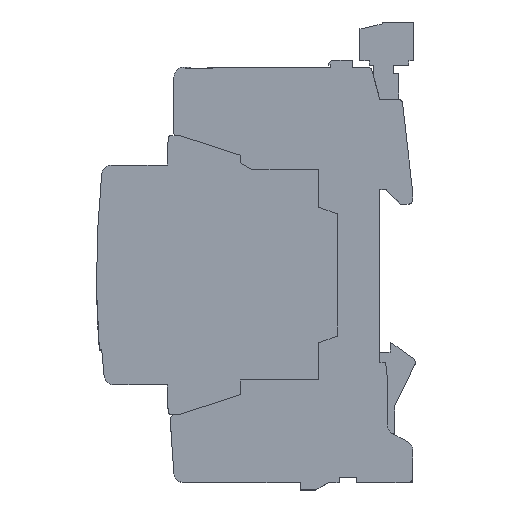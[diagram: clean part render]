
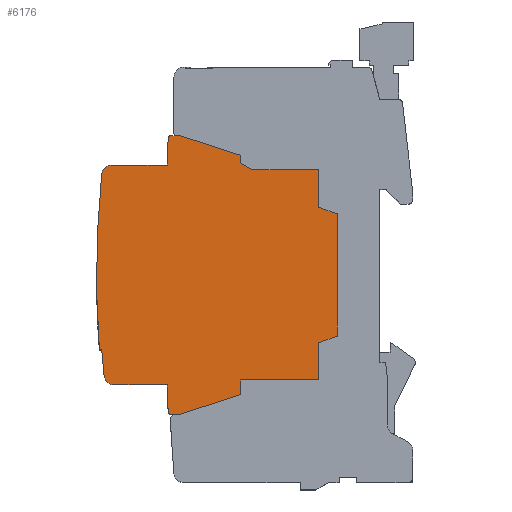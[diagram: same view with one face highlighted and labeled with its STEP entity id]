
A CAD part, top view. The second image highlights one B-rep face of the part: STEP entity #6176.
In plain terms, the highlighted planar face has unit normal (0, 0, 1).
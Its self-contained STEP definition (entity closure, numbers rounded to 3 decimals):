
#1012=DIRECTION('',(1.,0.,0.));
#1013=VECTOR('',#1012,0.839);
#1014=CARTESIAN_POINT('',(-41.65,28.5,8.8));
#1015=LINE('',#1014,#1013);
#1082=DIRECTION('',(1.,0.,0.));
#1083=VECTOR('',#1082,1.15);
#1084=CARTESIAN_POINT('',(-42.8,-28.5,8.8));
#1085=LINE('',#1084,#1083);
#1086=CARTESIAN_POINT('',(-42.8,-28.,8.8));
#1087=DIRECTION('',(0.,0.,1.));
#1088=DIRECTION('',(-0.998,-0.07,0.));
#1089=AXIS2_PLACEMENT_3D('',#1086,#1087,#1088);
#1091=DIRECTION('',(0.07,-0.998,0.));
#1092=VECTOR('',#1091,2.889);
#1093=CARTESIAN_POINT('',(-43.5,-25.153,8.8));
#1094=LINE('',#1093,#1092);
#1095=DIRECTION('',(0.,-1.,0.));
#1096=VECTOR('',#1095,2.653);
#1097=CARTESIAN_POINT('',(-43.5,-22.5,8.8));
#1098=LINE('',#1097,#1096);
#1099=CARTESIAN_POINT('',(-54.435,-20.5,8.8));
#1100=DIRECTION('',(0.,0.,1.));
#1101=DIRECTION('',(-0.995,-0.104,0.));
#1102=AXIS2_PLACEMENT_3D('',#1099,#1100,#1101);
#1104=CARTESIAN_POINT('',(142.,0.,8.8));
#1105=DIRECTION('',(0.,0.,1.));
#1106=DIRECTION('',(-0.997,-0.077,0.));
#1107=AXIS2_PLACEMENT_3D('',#1104,#1105,#1106);
#1109=DIRECTION('',(1.,0.,0.));
#1110=VECTOR('',#1109,0.5);
#1111=CARTESIAN_POINT('',(-57.41,-15.348,8.8));
#1112=LINE('',#1111,#1110);
#1113=CARTESIAN_POINT('',(142.,0.,8.8));
#1114=DIRECTION('',(0.,0.,1.));
#1115=DIRECTION('',(-0.995,0.104,0.));
#1116=AXIS2_PLACEMENT_3D('',#1113,#1114,#1115);
#1118=CARTESIAN_POINT('',(-54.936,20.5,8.8));
#1119=DIRECTION('',(0.,0.,1.));
#1120=DIRECTION('',(0.,1.,0.));
#1121=AXIS2_PLACEMENT_3D('',#1118,#1119,#1120);
#1123=DIRECTION('',(0.,-1.,0.));
#1124=VECTOR('',#1123,2.653);
#1125=CARTESIAN_POINT('',(-43.5,25.153,8.8));
#1126=LINE('',#1125,#1124);
#1127=DIRECTION('',(-0.07,-0.998,0.));
#1128=VECTOR('',#1127,2.889);
#1129=CARTESIAN_POINT('',(-43.298,28.035,8.8));
#1130=LINE('',#1129,#1128);
#1131=CARTESIAN_POINT('',(-42.8,28.,8.8));
#1132=DIRECTION('',(0.,0.,1.));
#1133=DIRECTION('',(0.,1.,0.));
#1134=AXIS2_PLACEMENT_3D('',#1131,#1132,#1133);
#1136=DIRECTION('',(-1.,0.,0.));
#1137=VECTOR('',#1136,1.15);
#1138=CARTESIAN_POINT('',(-41.65,28.5,8.8));
#1139=LINE('',#1138,#1137);
#1148=DIRECTION('',(0.951,-0.309,0.));
#1149=VECTOR('',#1148,12.944);
#1150=CARTESIAN_POINT('',(-40.811,28.5,8.8));
#1151=LINE('',#1150,#1149);
#1164=DIRECTION('',(0.,1.,0.));
#1165=VECTOR('',#1164,1.557);
#1166=CARTESIAN_POINT('',(-28.5,22.943,8.8));
#1167=LINE('',#1166,#1165);
#1180=DIRECTION('',(0.866,-0.5,0.));
#1181=VECTOR('',#1180,2.887);
#1182=CARTESIAN_POINT('',(-28.5,22.943,8.8));
#1183=LINE('',#1182,#1181);
#1196=DIRECTION('',(-1.,0.,0.));
#1197=VECTOR('',#1196,13.5);
#1198=CARTESIAN_POINT('',(-12.5,21.5,8.8));
#1199=LINE('',#1198,#1197);
#1212=DIRECTION('',(0.,-1.,0.));
#1213=VECTOR('',#1212,7.617);
#1214=CARTESIAN_POINT('',(-12.5,21.5,8.8));
#1215=LINE('',#1214,#1213);
#1228=DIRECTION('',(0.94,-0.342,0.));
#1229=VECTOR('',#1228,4.044);
#1230=CARTESIAN_POINT('',(-12.5,13.883,8.8));
#1231=LINE('',#1230,#1229);
#1244=DIRECTION('',(0.,-1.,0.));
#1245=VECTOR('',#1244,25.);
#1246=CARTESIAN_POINT('',(-8.7,12.5,8.8));
#1247=LINE('',#1246,#1245);
#1260=DIRECTION('',(-0.94,-0.342,0.));
#1261=VECTOR('',#1260,4.044);
#1262=CARTESIAN_POINT('',(-8.7,-12.5,8.8));
#1263=LINE('',#1262,#1261);
#1276=DIRECTION('',(0.,-1.,0.));
#1277=VECTOR('',#1276,7.617);
#1278=CARTESIAN_POINT('',(-12.5,-13.883,8.8));
#1279=LINE('',#1278,#1277);
#1292=DIRECTION('',(-1.,0.,0.));
#1293=VECTOR('',#1292,16.);
#1294=CARTESIAN_POINT('',(-12.5,-21.5,8.8));
#1295=LINE('',#1294,#1293);
#1308=DIRECTION('',(0.,-1.,0.));
#1309=VECTOR('',#1308,3.);
#1310=CARTESIAN_POINT('',(-28.5,-21.5,8.8));
#1311=LINE('',#1310,#1309);
#1324=DIRECTION('',(-0.951,-0.309,0.));
#1325=VECTOR('',#1324,12.944);
#1326=CARTESIAN_POINT('',(-28.5,-24.5,8.8));
#1327=LINE('',#1326,#1325);
#1340=DIRECTION('',(-1.,0.,0.));
#1341=VECTOR('',#1340,0.839);
#1342=CARTESIAN_POINT('',(-40.811,-28.5,8.8));
#1343=LINE('',#1342,#1341);
#1376=DIRECTION('',(1.,0.,0.));
#1377=VECTOR('',#1376,10.935);
#1378=CARTESIAN_POINT('',(-54.435,-22.5,8.8));
#1379=LINE('',#1378,#1377);
#1426=DIRECTION('',(-1.,0.,0.));
#1427=VECTOR('',#1426,11.436);
#1428=CARTESIAN_POINT('',(-43.5,22.5,8.8));
#1429=LINE('',#1428,#1427);
#4579=CARTESIAN_POINT('',(-42.8,28.5,8.8));
#4580=CARTESIAN_POINT('',(-43.298,28.035,8.8));
#4581=VERTEX_POINT('',#4579);
#4582=VERTEX_POINT('',#4580);
#4583=CARTESIAN_POINT('',(-43.5,25.153,8.8));
#4584=VERTEX_POINT('',#4583);
#4585=CARTESIAN_POINT('',(-43.5,22.5,8.8));
#4586=VERTEX_POINT('',#4585);
#4587=CARTESIAN_POINT('',(-54.936,22.5,8.8));
#4588=CARTESIAN_POINT('',(-56.925,20.707,8.8));
#4589=VERTEX_POINT('',#4587);
#4590=VERTEX_POINT('',#4588);
#4591=CARTESIAN_POINT('',(-57.41,-15.348,8.8));
#4592=VERTEX_POINT('',#4591);
#4593=CARTESIAN_POINT('',(-56.91,-15.348,8.8));
#4594=VERTEX_POINT('',#4593);
#4595=CARTESIAN_POINT('',(-56.424,-20.708,8.8));
#4596=VERTEX_POINT('',#4595);
#4597=CARTESIAN_POINT('',(-54.435,-22.5,8.8));
#4598=VERTEX_POINT('',#4597);
#4599=CARTESIAN_POINT('',(-43.5,-22.5,8.8));
#4600=CARTESIAN_POINT('',(-43.5,-25.153,8.8));
#4601=VERTEX_POINT('',#4599);
#4602=VERTEX_POINT('',#4600);
#4603=CARTESIAN_POINT('',(-43.298,-28.035,8.8));
#4604=VERTEX_POINT('',#4603);
#4605=CARTESIAN_POINT('',(-42.8,-28.5,8.8));
#4606=VERTEX_POINT('',#4605);
#4640=CARTESIAN_POINT('',(-41.65,28.5,8.8));
#4641=CARTESIAN_POINT('',(-40.811,28.5,8.8));
#4642=VERTEX_POINT('',#4640);
#4643=VERTEX_POINT('',#4641);
#4646=CARTESIAN_POINT('',(-28.5,24.5,8.8));
#4647=VERTEX_POINT('',#4646);
#4650=CARTESIAN_POINT('',(-28.5,22.943,8.8));
#4651=VERTEX_POINT('',#4650);
#4654=CARTESIAN_POINT('',(-26.,21.5,8.8));
#4655=VERTEX_POINT('',#4654);
#4658=CARTESIAN_POINT('',(-12.5,21.5,8.8));
#4659=VERTEX_POINT('',#4658);
#4662=CARTESIAN_POINT('',(-12.5,13.883,8.8));
#4663=VERTEX_POINT('',#4662);
#4666=CARTESIAN_POINT('',(-8.7,12.5,8.8));
#4667=VERTEX_POINT('',#4666);
#4670=CARTESIAN_POINT('',(-8.7,-12.5,8.8));
#4671=VERTEX_POINT('',#4670);
#4674=CARTESIAN_POINT('',(-12.5,-13.883,8.8));
#4675=VERTEX_POINT('',#4674);
#4678=CARTESIAN_POINT('',(-12.5,-21.5,8.8));
#4679=VERTEX_POINT('',#4678);
#4682=CARTESIAN_POINT('',(-28.5,-21.5,8.8));
#4683=VERTEX_POINT('',#4682);
#4686=CARTESIAN_POINT('',(-28.5,-24.5,8.8));
#4687=VERTEX_POINT('',#4686);
#4690=CARTESIAN_POINT('',(-40.811,-28.5,8.8));
#4691=VERTEX_POINT('',#4690);
#4694=CARTESIAN_POINT('',(-41.65,-28.5,8.8));
#4695=VERTEX_POINT('',#4694);
#6114=CARTESIAN_POINT('',(-12.5,0.,8.8));
#6115=DIRECTION('',(0.,0.,1.));
#6116=DIRECTION('',(1.,0.,0.));
#6117=AXIS2_PLACEMENT_3D('',#6114,#6115,#6116);
#6118=PLANE('',#6117);
#6119=ORIENTED_EDGE('',*,*,#6026,.T.);
#6121=ORIENTED_EDGE('',*,*,#6120,.T.);
#6123=ORIENTED_EDGE('',*,*,#6122,.F.);
#6125=ORIENTED_EDGE('',*,*,#6124,.T.);
#6127=ORIENTED_EDGE('',*,*,#6126,.F.);
#6129=ORIENTED_EDGE('',*,*,#6128,.T.);
#6131=ORIENTED_EDGE('',*,*,#6130,.T.);
#6133=ORIENTED_EDGE('',*,*,#6132,.T.);
#6135=ORIENTED_EDGE('',*,*,#6134,.T.);
#6137=ORIENTED_EDGE('',*,*,#6136,.T.);
#6139=ORIENTED_EDGE('',*,*,#6138,.T.);
#6141=ORIENTED_EDGE('',*,*,#6140,.T.);
#6143=ORIENTED_EDGE('',*,*,#6142,.T.);
#6145=ORIENTED_EDGE('',*,*,#6144,.T.);
#6147=ORIENTED_EDGE('',*,*,#6146,.F.);
#6149=ORIENTED_EDGE('',*,*,#6148,.F.);
#6151=ORIENTED_EDGE('',*,*,#6150,.F.);
#6153=ORIENTED_EDGE('',*,*,#6152,.F.);
#6155=ORIENTED_EDGE('',*,*,#6154,.F.);
#6157=ORIENTED_EDGE('',*,*,#6156,.F.);
#6159=ORIENTED_EDGE('',*,*,#6158,.F.);
#6161=ORIENTED_EDGE('',*,*,#6160,.F.);
#6163=ORIENTED_EDGE('',*,*,#6162,.F.);
#6165=ORIENTED_EDGE('',*,*,#6164,.F.);
#6167=ORIENTED_EDGE('',*,*,#6166,.F.);
#6169=ORIENTED_EDGE('',*,*,#6168,.F.);
#6171=ORIENTED_EDGE('',*,*,#6170,.F.);
#6172=ORIENTED_EDGE('',*,*,#6107,.F.);
#6173=ORIENTED_EDGE('',*,*,#5965,.F.);
#6174=EDGE_LOOP('',(#6119,#6121,#6123,#6125,#6127,#6129,#6131,#6133,#6135,#6137,
#6139,#6141,#6143,#6145,#6147,#6149,#6151,#6153,#6155,#6157,#6159,#6161,#6163,
#6165,#6167,#6169,#6171,#6172,#6173));
#6175=FACE_OUTER_BOUND('',#6174,.F.);
#6176=ADVANCED_FACE('',(#6175),#6118,.T.);
#1090=CIRCLE('',#1089,0.5);
#1103=CIRCLE('',#1102,2.);
#1108=CIRCLE('',#1107,199.501);
#1117=CIRCLE('',#1116,200.);
#1122=CIRCLE('',#1121,2.);
#1135=CIRCLE('',#1134,0.5);
#5965=EDGE_CURVE('',#4642,#4581,#1139,.T.);
#6026=EDGE_CURVE('',#4642,#4643,#1015,.T.);
#6107=EDGE_CURVE('',#4581,#4582,#1135,.T.);
#6120=EDGE_CURVE('',#4643,#4647,#1151,.T.);
#6122=EDGE_CURVE('',#4651,#4647,#1167,.T.);
#6124=EDGE_CURVE('',#4651,#4655,#1183,.T.);
#6126=EDGE_CURVE('',#4659,#4655,#1199,.T.);
#6128=EDGE_CURVE('',#4659,#4663,#1215,.T.);
#6130=EDGE_CURVE('',#4663,#4667,#1231,.T.);
#6132=EDGE_CURVE('',#4667,#4671,#1247,.T.);
#6134=EDGE_CURVE('',#4671,#4675,#1263,.T.);
#6136=EDGE_CURVE('',#4675,#4679,#1279,.T.);
#6138=EDGE_CURVE('',#4679,#4683,#1295,.T.);
#6140=EDGE_CURVE('',#4683,#4687,#1311,.T.);
#6142=EDGE_CURVE('',#4687,#4691,#1327,.T.);
#6144=EDGE_CURVE('',#4691,#4695,#1343,.T.);
#6146=EDGE_CURVE('',#4606,#4695,#1085,.T.);
#6148=EDGE_CURVE('',#4604,#4606,#1090,.T.);
#6150=EDGE_CURVE('',#4602,#4604,#1094,.T.);
#6152=EDGE_CURVE('',#4601,#4602,#1098,.T.);
#6154=EDGE_CURVE('',#4598,#4601,#1379,.T.);
#6156=EDGE_CURVE('',#4596,#4598,#1103,.T.);
#6158=EDGE_CURVE('',#4594,#4596,#1108,.T.);
#6160=EDGE_CURVE('',#4592,#4594,#1112,.T.);
#6162=EDGE_CURVE('',#4590,#4592,#1117,.T.);
#6164=EDGE_CURVE('',#4589,#4590,#1122,.T.);
#6166=EDGE_CURVE('',#4586,#4589,#1429,.T.);
#6168=EDGE_CURVE('',#4584,#4586,#1126,.T.);
#6170=EDGE_CURVE('',#4582,#4584,#1130,.T.);
